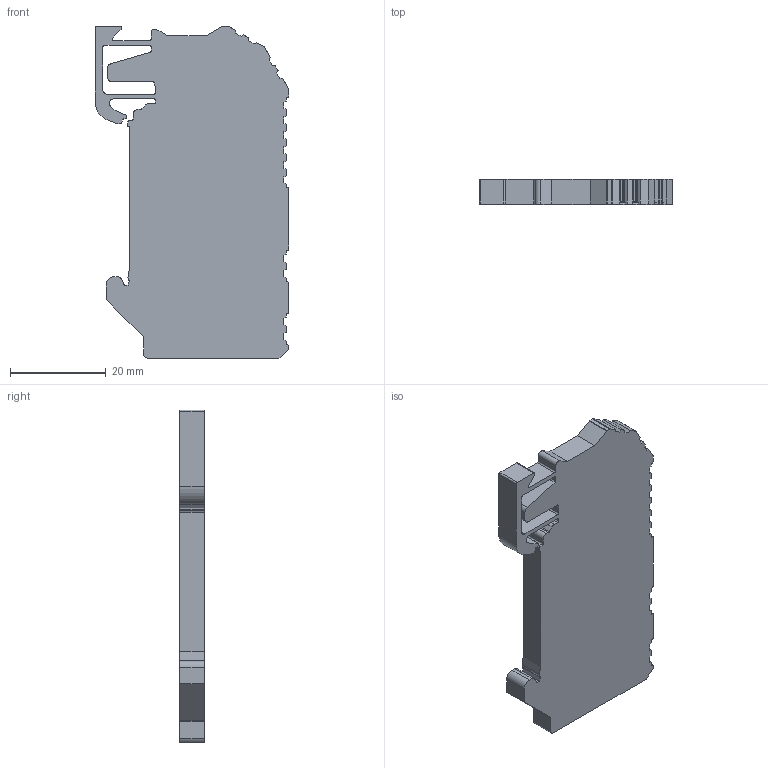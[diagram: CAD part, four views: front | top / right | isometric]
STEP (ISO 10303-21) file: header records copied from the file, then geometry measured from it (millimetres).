
FILE_DESCRIPTION(/* description */ (''),/* implementation_level */ '2;1');
FILE_NAME(/* name */ '3746_ZAP_TW_ZIZA15_3_iso.stp',/* time_stamp */ '2011-08-05T08:42:20+02:00',/* author */ (''),/* organization */ (''),/* preprocessor_version */ 'ST-DEVELOPER v11',/* originating_system */ 'SIEMENS UGS NX 6.0',/* authorisation */ '');
FILE_SCHEMA (('CONFIG_CONTROL_DESIGN'));
Length unit declared in the file: millimetre
Products named in the file (1): 3746_ZAP_TW_ZIZA15_3_iso
Bounding box: 40.52 x 5.18 x 69.53 mm (x, y, z)
Volume: 11296.8 mm3; surface area: 6534.2 mm2
Topology: 1 solids, 1 shells, 402 faces, 1224 edges, 820 vertices
Faces by surface type: plane 278, cylinder 81, extrusion 30, torus 8, sphere 5
Entity records: 14001 total; most frequent: CARTESIAN_POINT 3254, ORIENTED_EDGE 2440, DIRECTION 1924, EDGE_CURVE 1220, VECTOR 858, LINE 828, VERTEX_POINT 820, AXIS2_PLACEMENT_3D 533
